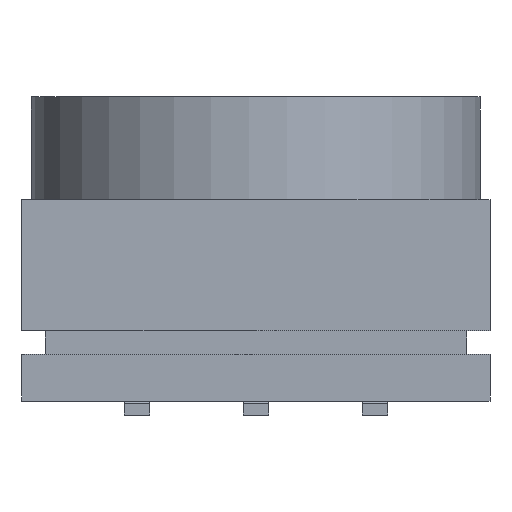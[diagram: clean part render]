
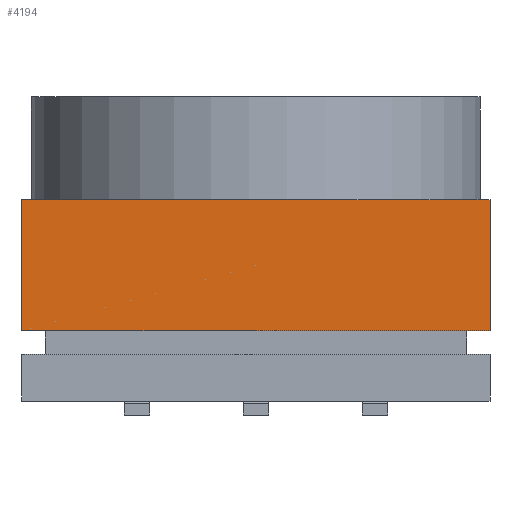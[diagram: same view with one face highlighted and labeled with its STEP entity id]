
A CAD part, left-side view. The second image highlights one B-rep face of the part: STEP entity #4194.
In plain terms, the highlighted planar face has unit normal (-1, 0, 0).
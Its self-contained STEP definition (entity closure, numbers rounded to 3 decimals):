
#377=ORIENTED_EDGE('',*,*,#1258,.F.);
#378=ORIENTED_EDGE('',*,*,#1259,.T.);
#379=ORIENTED_EDGE('',*,*,#1260,.T.);
#380=ORIENTED_EDGE('',*,*,#1261,.F.);
#1258=EDGE_CURVE('',#1698,#1699,#1925,.T.);
#1259=EDGE_CURVE('',#1698,#1700,#1926,.T.);
#1260=EDGE_CURVE('',#1700,#1701,#1927,.T.);
#1261=EDGE_CURVE('',#1699,#1701,#1928,.T.);
#1698=VERTEX_POINT('',#5780);
#1699=VERTEX_POINT('',#5781);
#1700=VERTEX_POINT('',#5783);
#1701=VERTEX_POINT('',#5785);
#1925=LINE('',#5779,#2182);
#1926=LINE('',#5782,#2183);
#1927=LINE('',#5784,#2184);
#1928=LINE('',#5786,#2185);
#2182=VECTOR('',#4630,1000.);
#2183=VECTOR('',#4631,1000.);
#2184=VECTOR('',#4632,1000.);
#2185=VECTOR('',#4633,1000.);
#2409=EDGE_LOOP('',(#377,#378,#379,#380));
#2620=FACE_BOUND('',#2409,.T.);
#2814=PLANE('',#4381);
#4194=ADVANCED_FACE('',(#2620),#2814,.F.);
#4381=AXIS2_PLACEMENT_3D('',#5778,#4628,#4629);
#4628=DIRECTION('',(1.,0.,0.));
#4629=DIRECTION('',(0.,0.,-1.));
#4630=DIRECTION('',(0.,-1.,0.));
#4631=DIRECTION('',(0.,0.,-1.));
#4632=DIRECTION('',(0.,-1.,0.));
#4633=DIRECTION('',(0.,0.,-1.));
#5778=CARTESIAN_POINT('',(-5.,5.,5.));
#5779=CARTESIAN_POINT('',(-5.,5.,2.8));
#5780=CARTESIAN_POINT('',(-5.,5.,2.8));
#5781=CARTESIAN_POINT('',(-5.,-5.,2.8));
#5782=CARTESIAN_POINT('',(-5.,5.,5.));
#5783=CARTESIAN_POINT('',(-5.,5.,0.));
#5784=CARTESIAN_POINT('',(-5.,5.,0.));
#5785=CARTESIAN_POINT('',(-5.,-5.,0.));
#5786=CARTESIAN_POINT('',(-5.,-5.,5.));
